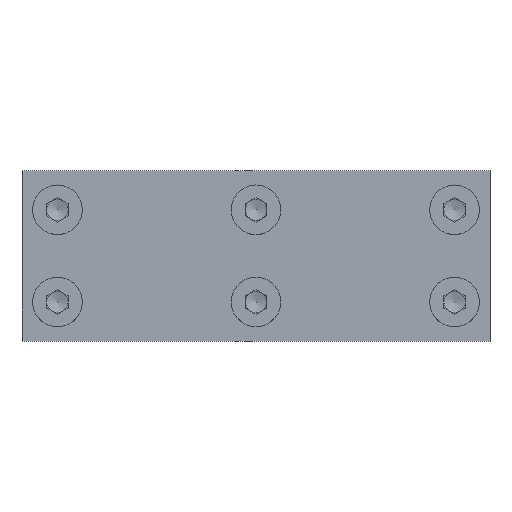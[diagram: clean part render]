
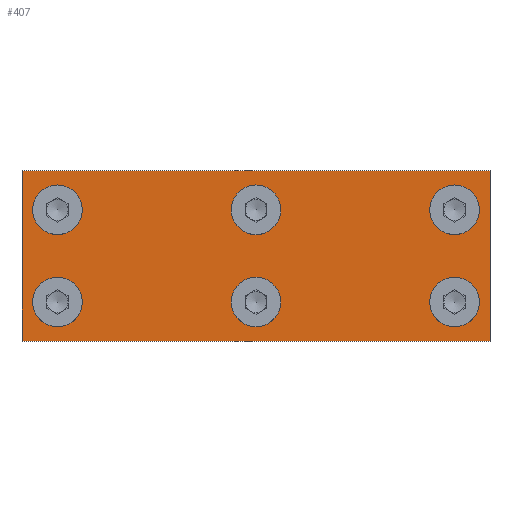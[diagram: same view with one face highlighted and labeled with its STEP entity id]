
A CAD part, top view. The second image highlights one B-rep face of the part: STEP entity #407.
In plain terms, the highlighted planar face has unit normal (0, 0, 1).
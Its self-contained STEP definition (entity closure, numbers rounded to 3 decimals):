
#407 = ADVANCED_FACE( '', ( #769, #770, #771, #772, #773, #774, #775 ), #776, .T. );
#769 = FACE_BOUND( '', #1189, .T. );
#770 = FACE_BOUND( '', #1190, .T. );
#771 = FACE_BOUND( '', #1191, .T. );
#772 = FACE_BOUND( '', #1192, .T. );
#773 = FACE_BOUND( '', #1193, .T. );
#774 = FACE_BOUND( '', #1194, .T. );
#775 = FACE_OUTER_BOUND( '', #1195, .T. );
#776 = PLANE( '', #1196 );
#1189 = EDGE_LOOP( '', ( #2402 ) );
#1190 = EDGE_LOOP( '', ( #2403 ) );
#1191 = EDGE_LOOP( '', ( #2404 ) );
#1192 = EDGE_LOOP( '', ( #2405 ) );
#1193 = EDGE_LOOP( '', ( #2406 ) );
#1194 = EDGE_LOOP( '', ( #2407 ) );
#1195 = EDGE_LOOP( '', ( #2408, #2409, #2410, #2411 ) );
#1196 = AXIS2_PLACEMENT_3D( '', #2412, #2413, #2414 );
#2402 = ORIENTED_EDGE( '', *, *, #2998, .F. );
#2403 = ORIENTED_EDGE( '', *, *, #2999, .F. );
#2404 = ORIENTED_EDGE( '', *, *, #3000, .F. );
#2405 = ORIENTED_EDGE( '', *, *, #3001, .F. );
#2406 = ORIENTED_EDGE( '', *, *, #3002, .F. );
#2407 = ORIENTED_EDGE( '', *, *, #3003, .F. );
#2408 = ORIENTED_EDGE( '', *, *, #3004, .T. );
#2409 = ORIENTED_EDGE( '', *, *, #3005, .T. );
#2410 = ORIENTED_EDGE( '', *, *, #3006, .T. );
#2411 = ORIENTED_EDGE( '', *, *, #3007, .T. );
#2412 = CARTESIAN_POINT( '', ( 0., 0., 4.5 ) );
#2413 = DIRECTION( '', ( 0., 0., 1. ) );
#2414 = DIRECTION( '', ( 1., 0., 0. ) );
#2998 = EDGE_CURVE( '', #3658, #3658, #3659, .T. );
#2999 = EDGE_CURVE( '', #3660, #3660, #3661, .T. );
#3000 = EDGE_CURVE( '', #3662, #3662, #3663, .T. );
#3001 = EDGE_CURVE( '', #3664, #3664, #3665, .T. );
#3002 = EDGE_CURVE( '', #3666, #3666, #3667, .T. );
#3003 = EDGE_CURVE( '', #3668, #3668, #3669, .T. );
#3004 = EDGE_CURVE( '', #3670, #3671, #3672, .T. );
#3005 = EDGE_CURVE( '', #3671, #3673, #3674, .T. );
#3006 = EDGE_CURVE( '', #3673, #3675, #3676, .T. );
#3007 = EDGE_CURVE( '', #3675, #3670, #3677, .T. );
#3658 = VERTEX_POINT( '', #4588 );
#3659 = CIRCLE( '', #4589, 2.25 );
#3660 = VERTEX_POINT( '', #4590 );
#3661 = CIRCLE( '', #4591, 2.25 );
#3662 = VERTEX_POINT( '', #4592 );
#3663 = CIRCLE( '', #4593, 2.25 );
#3664 = VERTEX_POINT( '', #4594 );
#3665 = CIRCLE( '', #4595, 2.25 );
#3666 = VERTEX_POINT( '', #4596 );
#3667 = CIRCLE( '', #4597, 2.25 );
#3668 = VERTEX_POINT( '', #4598 );
#3669 = CIRCLE( '', #4599, 2.25 );
#3670 = VERTEX_POINT( '', #4600 );
#3671 = VERTEX_POINT( '', #4601 );
#3672 = LINE( '', #4602, #4603 );
#3673 = VERTEX_POINT( '', #4604 );
#3674 = LINE( '', #4605, #4606 );
#3675 = VERTEX_POINT( '', #4607 );
#3676 = LINE( '', #4608, #4609 );
#3677 = LINE( '', #4610, #4611 );
#4588 = CARTESIAN_POINT( '', ( 63.25, 6.5, 4.5 ) );
#4589 = AXIS2_PLACEMENT_3D( '', #5362, #5363, #5364 );
#4590 = CARTESIAN_POINT( '', ( 7.25, -6.5, 4.5 ) );
#4591 = AXIS2_PLACEMENT_3D( '', #5365, #5366, #5367 );
#4592 = CARTESIAN_POINT( '', ( 35.25, -6.5, 4.5 ) );
#4593 = AXIS2_PLACEMENT_3D( '', #5368, #5369, #5370 );
#4594 = CARTESIAN_POINT( '', ( 63.25, -6.5, 4.5 ) );
#4595 = AXIS2_PLACEMENT_3D( '', #5371, #5372, #5373 );
#4596 = CARTESIAN_POINT( '', ( 35.25, 6.5, 4.5 ) );
#4597 = AXIS2_PLACEMENT_3D( '', #5374, #5375, #5376 );
#4598 = CARTESIAN_POINT( '', ( 7.25, 6.5, 4.5 ) );
#4599 = AXIS2_PLACEMENT_3D( '', #5377, #5378, #5379 );
#4600 = CARTESIAN_POINT( '', ( 66., 12., 4.5 ) );
#4601 = CARTESIAN_POINT( '', ( 0., 12., 4.5 ) );
#4602 = CARTESIAN_POINT( '', ( 66., 12., 4.5 ) );
#4603 = VECTOR( '', #5380, 1000. );
#4604 = CARTESIAN_POINT( '', ( 0., -12., 4.5 ) );
#4605 = CARTESIAN_POINT( '', ( 0., 12., 4.5 ) );
#4606 = VECTOR( '', #5381, 1000. );
#4607 = CARTESIAN_POINT( '', ( 66., -12., 4.5 ) );
#4608 = CARTESIAN_POINT( '', ( 0., -12., 4.5 ) );
#4609 = VECTOR( '', #5382, 1000. );
#4610 = CARTESIAN_POINT( '', ( 66., -12., 4.5 ) );
#4611 = VECTOR( '', #5383, 1000. );
#5362 = CARTESIAN_POINT( '', ( 61., 6.5, 4.5 ) );
#5363 = DIRECTION( '', ( 0., 0., 1. ) );
#5364 = DIRECTION( '', ( 1., 0., 0. ) );
#5365 = CARTESIAN_POINT( '', ( 5., -6.5, 4.5 ) );
#5366 = DIRECTION( '', ( 0., 0., 1. ) );
#5367 = DIRECTION( '', ( 1., 0., 0. ) );
#5368 = CARTESIAN_POINT( '', ( 33., -6.5, 4.5 ) );
#5369 = DIRECTION( '', ( 0., 0., 1. ) );
#5370 = DIRECTION( '', ( 1., 0., 0. ) );
#5371 = CARTESIAN_POINT( '', ( 61., -6.5, 4.5 ) );
#5372 = DIRECTION( '', ( 0., 0., 1. ) );
#5373 = DIRECTION( '', ( 1., 0., 0. ) );
#5374 = CARTESIAN_POINT( '', ( 33., 6.5, 4.5 ) );
#5375 = DIRECTION( '', ( 0., 0., 1. ) );
#5376 = DIRECTION( '', ( 1., 0., 0. ) );
#5377 = CARTESIAN_POINT( '', ( 5., 6.5, 4.5 ) );
#5378 = DIRECTION( '', ( 0., 0., 1. ) );
#5379 = DIRECTION( '', ( 1., 0., 0. ) );
#5380 = DIRECTION( '', ( -1., 0., 0. ) );
#5381 = DIRECTION( '', ( 0., -1., 0. ) );
#5382 = DIRECTION( '', ( 1., 0., 0. ) );
#5383 = DIRECTION( '', ( 0., 1., 0. ) );
